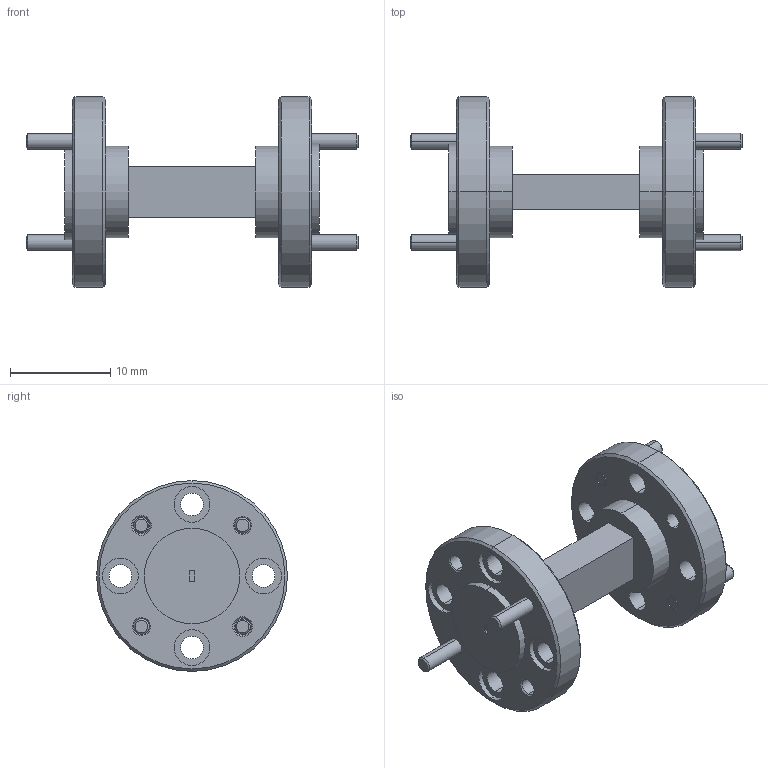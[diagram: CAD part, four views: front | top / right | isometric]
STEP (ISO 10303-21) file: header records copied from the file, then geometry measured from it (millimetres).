
FILE_DESCRIPTION (( 'STEP AP203' ), '1' );
FILE_NAME ('SWG-04010-FB.STEP', '2021-06-28T19:56:42', ( '' ), ( '' ), 'SwSTEP 2.0', 'SolidWorks 2021', '' );
FILE_SCHEMA (( 'CONFIG_CONTROL_DESIGN' ));
Length unit declared in the file: inch
Products named in the file (1): SWG-04010-FB
Bounding box: 33.15 x 19.05 x 19.05 mm (x, y, z)
Volume: 2390.8 mm3; surface area: 2269.3 mm2
Topology: 5 solids, 5 shells, 146 faces, 320 edges, 200 vertices
Faces by surface type: cylinder 68, cone 40, plane 38
Entity records: 4175 total; most frequent: DIRECTION 790, CARTESIAN_POINT 667, ORIENTED_EDGE 640, AXIS2_PLACEMENT_3D 323, EDGE_CURVE 320, VERTEX_POINT 200, EDGE_LOOP 194, CIRCLE 176
